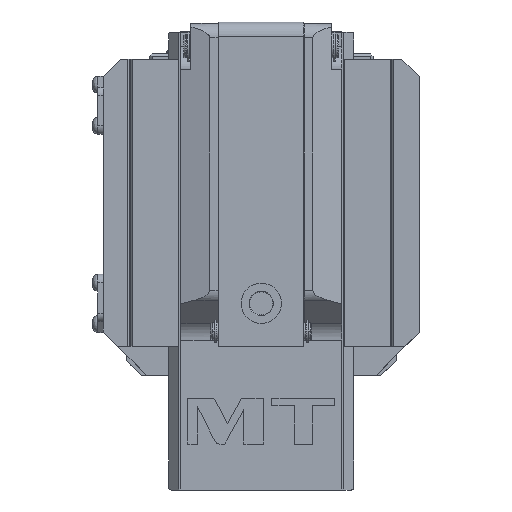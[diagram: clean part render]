
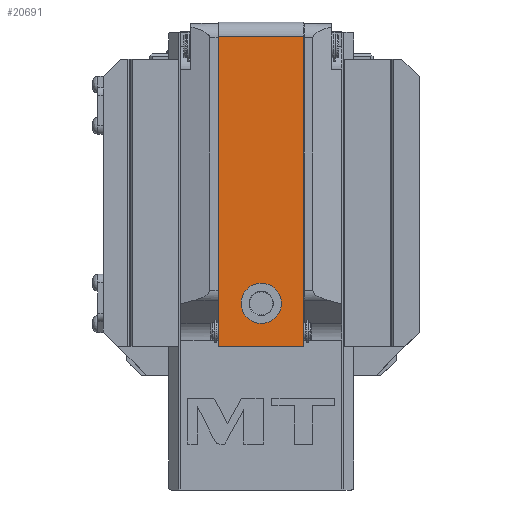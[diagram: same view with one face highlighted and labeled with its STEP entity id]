
A CAD part, left-side view. The second image highlights one B-rep face of the part: STEP entity #20691.
In plain terms, the highlighted planar face has unit normal (-1, 0, 0).
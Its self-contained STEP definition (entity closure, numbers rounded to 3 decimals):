
#5588=DIRECTION('',(0.,0.,1.));
#5589=VECTOR('',#5588,108.);
#5590=CARTESIAN_POINT('',(-116.5,14.85,-40.));
#5591=LINE('',#5590,#5589);
#5720=DIRECTION('',(0.,0.,1.));
#5721=VECTOR('',#5720,108.);
#5722=CARTESIAN_POINT('',(-116.5,-14.85,-40.));
#5723=LINE('',#5722,#5721);
#6386=DIRECTION('',(0.,-1.,0.));
#6387=VECTOR('',#6386,29.7);
#6388=CARTESIAN_POINT('',(-116.5,14.85,68.));
#6389=LINE('',#6388,#6387);
#6390=DIRECTION('',(0.,1.,0.));
#6391=VECTOR('',#6390,29.7);
#6392=CARTESIAN_POINT('',(-116.5,-14.85,-40.));
#6393=LINE('',#6392,#6391);
#6394=CARTESIAN_POINT('',(-116.5,0.,-25.));
#6395=DIRECTION('',(-1.,0.,0.));
#6396=DIRECTION('',(0.,0.,1.));
#6397=AXIS2_PLACEMENT_3D('',#6394,#6395,#6396);
#6399=CARTESIAN_POINT('',(-116.5,0.,-25.));
#6400=DIRECTION('',(-1.,0.,0.));
#6401=DIRECTION('',(0.,0.,-1.));
#6402=AXIS2_PLACEMENT_3D('',#6399,#6400,#6401);
#11457=CARTESIAN_POINT('',(-116.5,-14.85,-40.));
#11458=VERTEX_POINT('',#11457);
#11463=CARTESIAN_POINT('',(-116.5,14.85,-40.));
#11464=VERTEX_POINT('',#11463);
#11466=CARTESIAN_POINT('',(-116.5,-14.85,68.));
#11468=VERTEX_POINT('',#11466);
#11469=CARTESIAN_POINT('',(-116.5,14.85,68.));
#11470=VERTEX_POINT('',#11469);
#11888=CARTESIAN_POINT('',(-116.5,0.,-18.));
#11889=CARTESIAN_POINT('',(-116.5,0.,-32.));
#11890=VERTEX_POINT('',#11888);
#11891=VERTEX_POINT('',#11889);
#20673=CARTESIAN_POINT('',(-116.5,-14.85,-40.));
#20674=DIRECTION('',(-1.,0.,0.));
#20675=DIRECTION('',(0.,0.,1.));
#20676=AXIS2_PLACEMENT_3D('',#20673,#20674,#20675);
#20677=PLANE('',#20676);
#20679=ORIENTED_EDGE('',*,*,#20678,.T.);
#20680=ORIENTED_EDGE('',*,*,#19897,.F.);
#20681=ORIENTED_EDGE('',*,*,#20668,.T.);
#20682=ORIENTED_EDGE('',*,*,#19810,.T.);
#20683=EDGE_LOOP('',(#20679,#20680,#20681,#20682));
#20684=FACE_OUTER_BOUND('',#20683,.F.);
#20686=ORIENTED_EDGE('',*,*,#20685,.T.);
#20688=ORIENTED_EDGE('',*,*,#20687,.T.);
#20689=EDGE_LOOP('',(#20686,#20688));
#20690=FACE_BOUND('',#20689,.F.);
#20691=ADVANCED_FACE('',(#20684,#20690),#20677,.T.);
#6398=CIRCLE('',#6397,7.);
#6403=CIRCLE('',#6402,7.);
#19810=EDGE_CURVE('',#11464,#11470,#5591,.T.);
#19897=EDGE_CURVE('',#11458,#11468,#5723,.T.);
#20668=EDGE_CURVE('',#11458,#11464,#6393,.T.);
#20678=EDGE_CURVE('',#11470,#11468,#6389,.T.);
#20685=EDGE_CURVE('',#11890,#11891,#6398,.T.);
#20687=EDGE_CURVE('',#11891,#11890,#6403,.T.);
